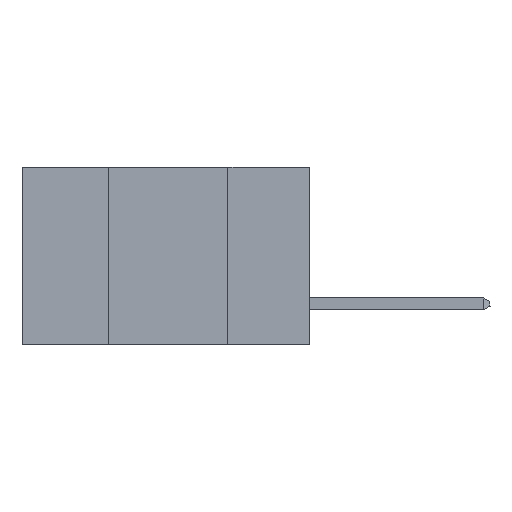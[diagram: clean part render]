
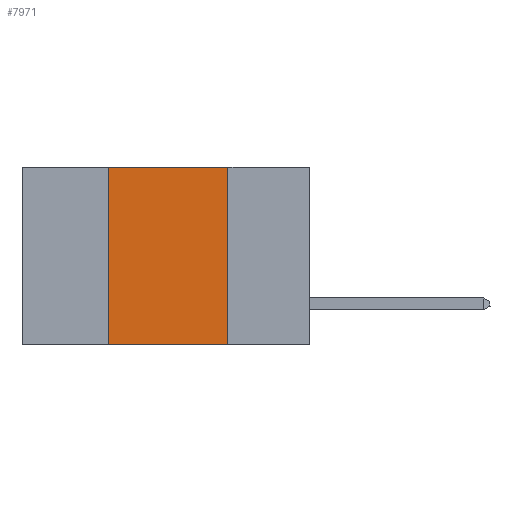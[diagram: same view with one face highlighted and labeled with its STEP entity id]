
A CAD part, left-side view. The second image highlights one B-rep face of the part: STEP entity #7971.
In plain terms, the highlighted planar face has unit normal (-1, 0, 0).
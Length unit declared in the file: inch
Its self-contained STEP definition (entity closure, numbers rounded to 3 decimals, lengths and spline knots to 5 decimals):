
#70 = DIRECTION ( 'NONE',  ( 0., 0., -1. ) ) ;
#553 = ORIENTED_EDGE ( 'NONE', *, *, #3687, .F. ) ;
#655 = ORIENTED_EDGE ( 'NONE', *, *, #11535, .F. ) ;
#1489 = CARTESIAN_POINT ( 'NONE',  ( 0., 0.42, -0.37 ) ) ;
#1528 = VERTEX_POINT ( 'NONE', #1489 ) ;
#2040 = CARTESIAN_POINT ( 'NONE',  ( 0., 0.6, -0.37 ) ) ;
#2566 = VECTOR ( 'NONE', #12887, 39.37008 ) ;
#2963 = DIRECTION ( 'NONE',  ( 0., 0., -1. ) ) ;
#3687 = EDGE_CURVE ( 'NONE', #10480, #5010, #4415, .T. ) ;
#3695 = CARTESIAN_POINT ( 'NONE',  ( 0., 0.6, 0. ) ) ;
#4415 = LINE ( 'NONE', #18078, #11876 ) ;
#4442 = LINE ( 'NONE', #3695, #6324 ) ;
#5010 = VERTEX_POINT ( 'NONE', #8076 ) ;
#6014 = CARTESIAN_POINT ( 'NONE',  ( 0., 0.6, 0. ) ) ;
#6324 = VECTOR ( 'NONE', #15718, 39.37008 ) ;
#6749 = EDGE_CURVE ( 'NONE', #1528, #5010, #7963, .T. ) ;
#6892 = CARTESIAN_POINT ( 'NONE',  ( 0., 0.42, 0. ) ) ;
#7112 = EDGE_CURVE ( 'NONE', #15060, #10480, #4442, .T. ) ;
#7963 = LINE ( 'NONE', #2040, #2566 ) ;
#7971 = ADVANCED_FACE ( 'NONE', ( #18871 ), #10665, .F. ) ;
#8076 = CARTESIAN_POINT ( 'NONE',  ( 0., 0.17, -0.37 ) ) ;
#8121 = CARTESIAN_POINT ( 'NONE',  ( 0., 0.17, 0. ) ) ;
#9146 = CARTESIAN_POINT ( 'NONE',  ( 0., 0.42, 0. ) ) ;
#10356 = LINE ( 'NONE', #6892, #14019 ) ;
#10480 = VERTEX_POINT ( 'NONE', #8121 ) ;
#10665 = PLANE ( 'NONE',  #16915 ) ;
#11535 = EDGE_CURVE ( 'NONE', #1528, #15060, #10356, .T. ) ;
#11876 = VECTOR ( 'NONE', #70, 39.37008 ) ;
#12887 = DIRECTION ( 'NONE',  ( 0., -1., 0. ) ) ;
#13735 = ORIENTED_EDGE ( 'NONE', *, *, #6749, .T. ) ;
#14019 = VECTOR ( 'NONE', #15687, 39.37008 ) ;
#15060 = VERTEX_POINT ( 'NONE', #9146 ) ;
#15687 = DIRECTION ( 'NONE',  ( 0., 0., 1. ) ) ;
#15718 = DIRECTION ( 'NONE',  ( 0., -1., 0. ) ) ;
#15947 = ORIENTED_EDGE ( 'NONE', *, *, #7112, .F. ) ;
#16915 = AXIS2_PLACEMENT_3D ( 'NONE', #6014, #17909, #2963 ) ;
#17565 = EDGE_LOOP ( 'NONE', ( #553, #15947, #655, #13735 ) ) ;
#17909 = DIRECTION ( 'NONE',  ( 1., 0., 0. ) ) ;
#18078 = CARTESIAN_POINT ( 'NONE',  ( 0., 0.17, 0. ) ) ;
#18871 = FACE_OUTER_BOUND ( 'NONE', #17565, .T. ) ;
